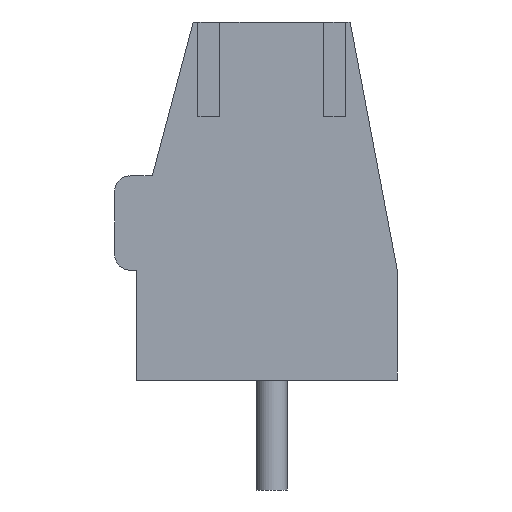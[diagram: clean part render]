
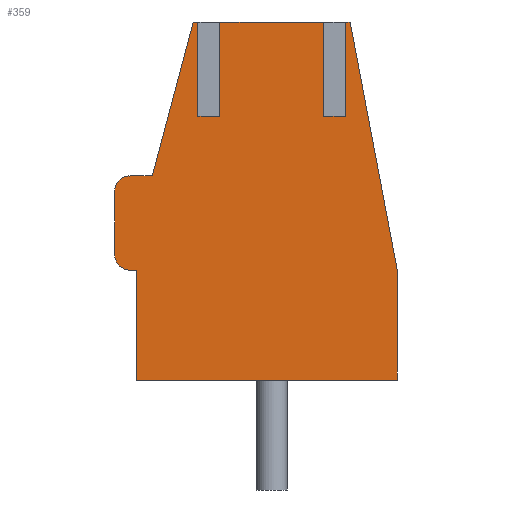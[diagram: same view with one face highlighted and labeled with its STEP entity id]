
A CAD part, front view. The second image highlights one B-rep face of the part: STEP entity #359.
In plain terms, the highlighted planar face has unit normal (0, -1, 0).
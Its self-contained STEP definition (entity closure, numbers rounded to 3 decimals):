
#13=DIRECTION('',(0.,0.,1.));
#14=DIRECTION('',(1.,0.,0.));
#64=VERTEX_POINT('',#65);
#65=CARTESIAN_POINT('',(4.,-17.5,0.));
#68=DIRECTION('',(0.,-1.,0.));
#69=ORIENTED_EDGE('',*,*,#70,.T.);
#70=EDGE_CURVE('',#64,#71,#73,.T.);
#71=VERTEX_POINT('',#72);
#72=CARTESIAN_POINT('',(4.,-17.5,3.5));
#73=LINE('',#65,#74);
#74=VECTOR('',#13,1.);
#85=DIRECTION('',(-1.,0.,0.));
#94=VECTOR('',#14,1.);
#106=VECTOR('',#85,1.);
#274=VERTEX_POINT('',#275);
#275=CARTESIAN_POINT('',(-4.3,-17.5,0.));
#276=ORIENTED_EDGE('',*,*,#277,.T.);
#277=EDGE_CURVE('',#274,#64,#278,.T.);
#278=LINE('',#275,#94);
#286=ORIENTED_EDGE('',*,*,#287,.T.);
#287=EDGE_CURVE('',#71,#288,#290,.T.);
#288=VERTEX_POINT('',#289);
#289=CARTESIAN_POINT('',(2.5,-17.5,11.4));
#290=LINE('',#72,#291);
#291=VECTOR('',#292,1.);
#292=DIRECTION('',(-0.187,0.,0.982));
#319=VECTOR('',#320,1.);
#320=DIRECTION('',(-0.256,0.,-0.967));
#338=VECTOR('',#339,1.);
#339=DIRECTION('',(0.,0.,-1.));
#359=ADVANCED_FACE('',(#360),#448,.T.);
#360=FACE_BOUND('',#361,.T.);
#361=EDGE_LOOP('',(#362,#276,#69,#286,#367,#372,#378,#384,#390,#394,#400,#406,#412,#416,#421,#426,#433,#438,#445));
#362=ORIENTED_EDGE('',*,*,#363,.T.);
#363=EDGE_CURVE('',#364,#274,#366,.T.);
#364=VERTEX_POINT('',#365);
#365=CARTESIAN_POINT('',(-4.3,-17.5,3.5));
#366=LINE('',#365,#338);
#367=ORIENTED_EDGE('',*,*,#368,.T.);
#368=EDGE_CURVE('',#288,#369,#371,.T.);
#369=VERTEX_POINT('',#370);
#370=CARTESIAN_POINT('',(2.35,-17.5,11.4));
#371=LINE('',#289,#106);
#372=ORIENTED_EDGE('',*,*,#373,.F.);
#373=EDGE_CURVE('',#374,#369,#376,.T.);
#374=VERTEX_POINT('',#375);
#375=CARTESIAN_POINT('',(2.35,-17.5,8.4));
#376=LINE('',#377,#74);
#377=CARTESIAN_POINT('',(2.35,-17.5,6.809));
#378=ORIENTED_EDGE('',*,*,#379,.T.);
#379=EDGE_CURVE('',#374,#380,#382,.T.);
#380=VERTEX_POINT('',#381);
#381=CARTESIAN_POINT('',(1.65,-17.5,8.4));
#382=LINE('',#383,#106);
#383=CARTESIAN_POINT('',(0.648,-17.5,8.4));
#384=ORIENTED_EDGE('',*,*,#385,.T.);
#385=EDGE_CURVE('',#380,#386,#388,.T.);
#386=VERTEX_POINT('',#387);
#387=CARTESIAN_POINT('',(1.65,-17.5,11.4));
#388=LINE('',#389,#74);
#389=CARTESIAN_POINT('',(1.65,-17.5,6.809));
#390=ORIENTED_EDGE('',*,*,#391,.T.);
#391=EDGE_CURVE('',#386,#392,#371,.T.);
#392=VERTEX_POINT('',#393);
#393=CARTESIAN_POINT('',(-1.65,-17.5,11.4));
#394=ORIENTED_EDGE('',*,*,#395,.F.);
#395=EDGE_CURVE('',#396,#392,#398,.T.);
#396=VERTEX_POINT('',#397);
#397=CARTESIAN_POINT('',(-1.65,-17.5,8.4));
#398=LINE('',#399,#74);
#399=CARTESIAN_POINT('',(-1.65,-17.5,6.809));
#400=ORIENTED_EDGE('',*,*,#401,.T.);
#401=EDGE_CURVE('',#396,#402,#404,.T.);
#402=VERTEX_POINT('',#403);
#403=CARTESIAN_POINT('',(-2.35,-17.5,8.4));
#404=LINE('',#405,#106);
#405=CARTESIAN_POINT('',(-1.352,-17.5,8.4));
#406=ORIENTED_EDGE('',*,*,#407,.T.);
#407=EDGE_CURVE('',#402,#408,#410,.T.);
#408=VERTEX_POINT('',#409);
#409=CARTESIAN_POINT('',(-2.35,-17.5,11.4));
#410=LINE('',#411,#74);
#411=CARTESIAN_POINT('',(-2.35,-17.5,6.809));
#412=ORIENTED_EDGE('',*,*,#413,.T.);
#413=EDGE_CURVE('',#408,#414,#371,.T.);
#414=VERTEX_POINT('',#415);
#415=CARTESIAN_POINT('',(-2.5,-17.5,11.4));
#416=ORIENTED_EDGE('',*,*,#417,.T.);
#417=EDGE_CURVE('',#414,#418,#420,.T.);
#418=VERTEX_POINT('',#419);
#419=CARTESIAN_POINT('',(-3.8,-17.5,6.5));
#420=LINE('',#415,#319);
#421=ORIENTED_EDGE('',*,*,#422,.T.);
#422=EDGE_CURVE('',#418,#423,#425,.T.);
#423=VERTEX_POINT('',#424);
#424=CARTESIAN_POINT('',(-4.5,-17.5,6.5));
#425=LINE('',#419,#106);
#426=ORIENTED_EDGE('',*,*,#427,.T.);
#427=EDGE_CURVE('',#423,#428,#430,.T.);
#428=VERTEX_POINT('',#429);
#429=CARTESIAN_POINT('',(-5.,-17.5,6.));
#430=ELLIPSE('',#431,0.5,0.5);
#431=AXIS2_PLACEMENT_3D('',#432,#68,#14);
#432=CARTESIAN_POINT('',(-4.5,-17.5,6.));
#433=ORIENTED_EDGE('',*,*,#434,.T.);
#434=EDGE_CURVE('',#428,#435,#437,.T.);
#435=VERTEX_POINT('',#436);
#436=CARTESIAN_POINT('',(-5.,-17.5,4.));
#437=LINE('',#429,#338);
#438=ORIENTED_EDGE('',*,*,#439,.T.);
#439=EDGE_CURVE('',#435,#440,#442,.T.);
#440=VERTEX_POINT('',#441);
#441=CARTESIAN_POINT('',(-4.5,-17.5,3.5));
#442=ELLIPSE('',#443,0.5,0.5);
#443=AXIS2_PLACEMENT_3D('',#444,#68,#14);
#444=CARTESIAN_POINT('',(-4.5,-17.5,4.));
#445=ORIENTED_EDGE('',*,*,#446,.T.);
#446=EDGE_CURVE('',#440,#364,#447,.T.);
#447=LINE('',#441,#94);
#448=PLANE('',#449);
#449=AXIS2_PLACEMENT_3D('',#450,#68,#339);
#450=CARTESIAN_POINT('',(-0.354,-17.5,5.217));
